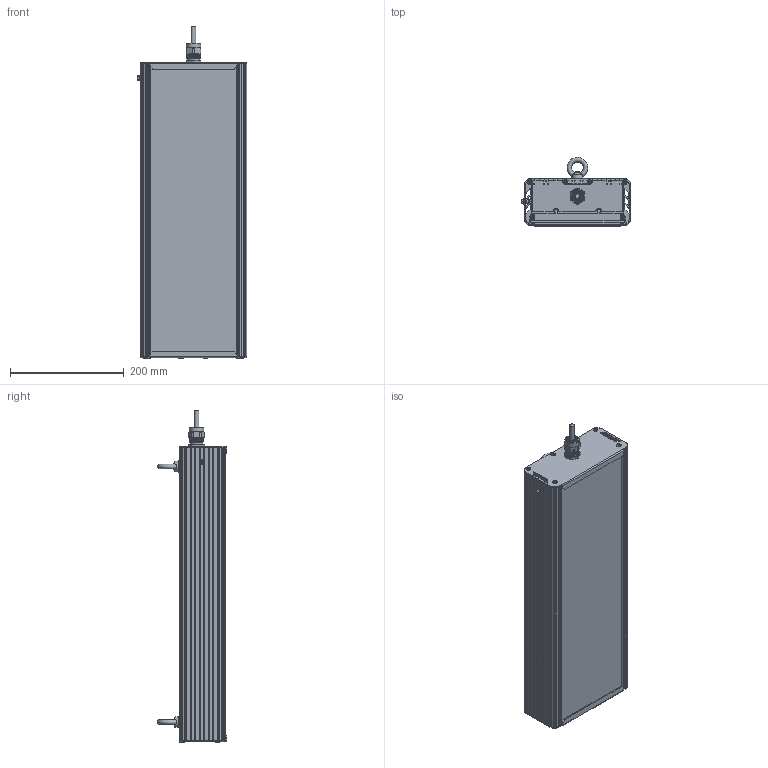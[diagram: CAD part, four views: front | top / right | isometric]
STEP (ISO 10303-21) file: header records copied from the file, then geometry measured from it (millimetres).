
FILE_DESCRIPTION(('STEP AP214'), '1');
FILE_NAME('001.0106.20.000 - ÃÑÏ-Ýêñòðà-1Åõ-70', '2024-11-17T04:02:16', ('Ëóêîíèí Åâãåíèé'), ('ÎÊÁ Ñâîé Ñòèëü'), 'C3D Converter', 'C3D Toolkit', '');
FILE_SCHEMA(('AUTOMOTIVE_DESIGN { 1 0 10303 214 3 1 1}'));
Length unit declared in the file: millimetre
Products named in the file (28): 001.0106.20.000; 001.0065.02.000
Assembly tree (57 placements, depth 4):
  001.0106.20.000
    (unnamed)
      (unnamed)
      (unnamed)
      (unnamed)
      (unnamed)
      (unnamed)
      (unnamed)
      (unnamed)
      (unnamed)  x6
      (unnamed)  x6
      (unnamed)
      (unnamed)
      (unnamed)
        (unnamed)
    (unnamed)  x8
      (unnamed)
      (unnamed)
      (unnamed)
      (unnamed)
      (unnamed)
      (unnamed)
      (unnamed)
      (unnamed)
      (unnamed)
    001.0065.02.000  x2
      (unnamed)
      (unnamed)
Bounding box: 192.43 x 121.58 x 584.5 mm (x, y, z)
Volume: 1558988.7 mm3; surface area: 1201422.7 mm2
Topology: 283 solids, 283 shells, 3085 faces, 7251 edges, 4828 vertices
Faces by surface type: plane 2150, cylinder 788, cone 91, bspline 43, sphere 8, torus 5
Full cylindrical faces by diameter (mm): 1 x8, 2 x16, 2.5 x32, 2.8 x200, 3.2 x8, 3.5 x40, 4 x13, 5 x2, 6 x3, 7 x2, 8 x12, 10 x1, 12.5 x1, 13 x1, 16 x1, 17 x1, 18 x1, 18.5 x1, 19 x1, 20 x1, 21.5 x1, 22 x2, 25.5 x1
Entity records: 65690 total; most frequent: CARTESIAN_POINT 32151, DIRECTION 6222, ORIENTED_EDGE 5258, EDGE_CURVE 2629, AXIS2_PLACEMENT_3D 2235, VERTEX_POINT 1813, LINE 1752, VECTOR 1752
